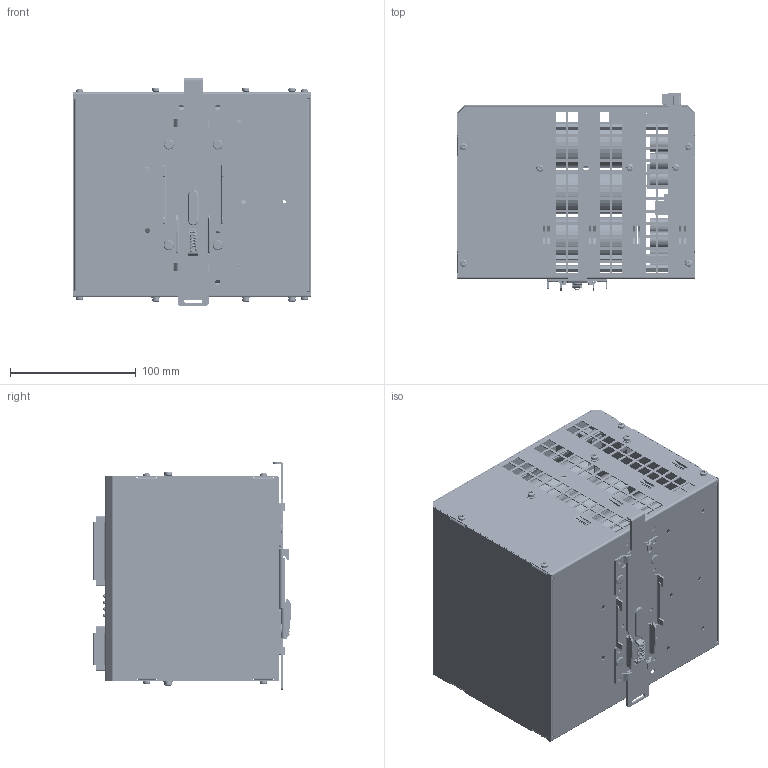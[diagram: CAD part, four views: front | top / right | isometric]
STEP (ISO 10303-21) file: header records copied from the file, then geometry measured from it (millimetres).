
FILE_DESCRIPTION(/* description */ (''),/* implementation_level */ '2;1');
FILE_NAME(/* name */ 'C-TEC2408-20.stp',/* time_stamp */ '2023-06-16T14:23:38-04:00',/* author */ ('altec'),/* organization */ (''),/* preprocessor_version */ 'ST-DEVELOPER v19.2',/* originating_system */ 'Autodesk Inventor 2024',/* authorisation */ '');
FILE_SCHEMA (('AUTOMOTIVE_DESIGN { 1 0 10303 214 3 1 1 }'));
Length unit declared in the file: millimetre
Products named in the file (29): C-TEC2408-20; 0606G03L06-130923 ; 0606G03L06-130923 Kondensatorbatterie; 0606G04L01-140822; 0606G02L01-130826 DC-USV, Puffermodul 24V 10A; User Library-Terminal keystone 7700; USB_B_horizontal; Insulator; shielding; Pin_2; Pin; LED-Leiste4x 3xgn1rt; 2EDGRM-9x5.08; 2EDGRM-5.08; 0607G01Z01-C; 0607G01Z02-140820; 0607G01Z06-201006 Beschriftung C-TEC 2408-20; 119030050070 ; 289030050035 ; DIN6900 M3x6-gvz; DIN7981 2,9x6,5 ; 1970G01001-6000; 1970G01001-5001; VD176; 1970G01001-6002; 0607G01-NIET; 2EDGKFM5.08-09P-13; 2EDGKFM5.08-05P-13; C-TEC Altech Logo
Assembly tree (67 placements, depth 4):
  C-TEC2408-20
    0606G03L06-130923   x2
      0606G03L06-130923 Kondensatorbatterie
      User Library-Terminal keystone 7700
    0606G04L01-140822
      0606G02L01-130826 DC-USV, Puffermodul 24V 10A
      User Library-Terminal keystone 7700  x2
      USB_B_horizontal
        Insulator
        shielding
        Pin_2  x2
        Pin  x2
      LED-Leiste4x 3xgn1rt
      2EDGRM-9x5.08
      2EDGRM-5.08
    0607G01Z01-C
    0607G01Z02-140820
    0607G01Z06-201006 Beschriftung C-TEC 2408-20
    DIN6900 M3x6-gvz  x16
    119030050070   x5
    289030050035   x5
    DIN7981 2,9x6,5   x8
    1970G01001-6000
      1970G01001-5001
      VD176
      1970G01001-6002
    0607G01-NIET  x4
    2EDGKFM5.08-09P-13
    2EDGKFM5.08-05P-13
    C-TEC Altech Logo
Bounding box: 189 x 157.4 x 181 mm (x, y, z)
Volume: 1817602 mm3; surface area: 794742.3 mm2
Topology: 170 solids, 170 shells, 7615 faces, 19041 edges, 12138 vertices
Faces by surface type: plane 5051, cylinder 1441, bspline 545, cone 394, torus 142, sphere 42
Full cylindrical faces by diameter (mm): 0.434 x2, 0.609 x2, 1.4 x18, 1.75 x4, 1.8 x4, 2.4 x4, 2.459 x25, 2.5 x16, 2.693 x24, 2.75 x16, 2.8 x34, 3 x29, 3.2 x18, 3.4 x6, 3.5 x26, 3.783 x14, 3.8 x4, 3.9 x4, 4 x22, 4.1 x4, 4.2 x24, 5.6 x24, 7 x16, 8 x4, 13 x7, 35 x24
Entity records: 192824 total; most frequent: CARTESIAN_POINT 42715, ORIENTED_EDGE 31056, DIRECTION 27961, EDGE_CURVE 15528, LINE 11961, VECTOR 11961, VERTEX_POINT 9908, AXIS2_PLACEMENT_3D 8000
